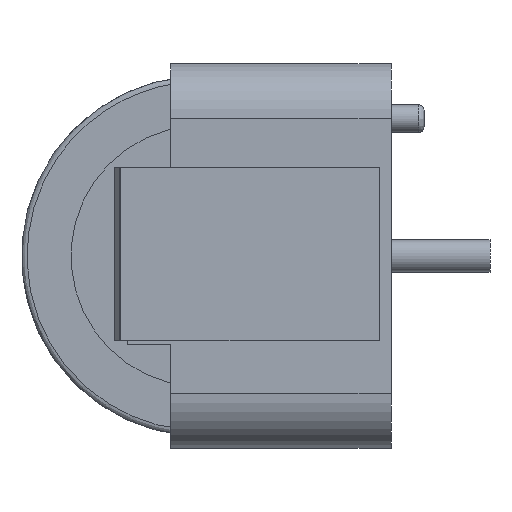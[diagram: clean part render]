
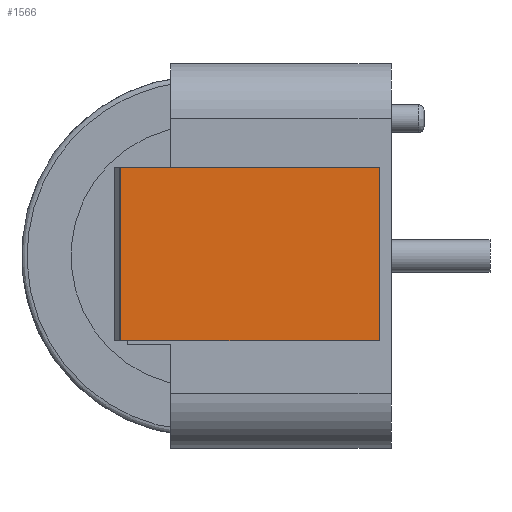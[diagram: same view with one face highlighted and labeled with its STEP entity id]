
A CAD part, left-side view. The second image highlights one B-rep face of the part: STEP entity #1566.
In plain terms, the highlighted face is planar.
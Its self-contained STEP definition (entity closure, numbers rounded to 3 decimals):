
#41 = DIRECTION ( 'NONE',  ( 0., -1., 0. ) ) ;
#74 = VECTOR ( 'NONE', #588, 1000. ) ;
#186 = LINE ( 'NONE', #955, #74 ) ;
#376 = VERTEX_POINT ( 'NONE', #3224 ) ;
#588 = DIRECTION ( 'NONE',  ( -1., 0., 0. ) ) ;
#665 = CARTESIAN_POINT ( 'NONE',  ( 8., 0., -0.3 ) ) ;
#955 = CARTESIAN_POINT ( 'NONE',  ( 8., 11.966, -0.3 ) ) ;
#1049 = LINE ( 'NONE', #665, #1799 ) ;
#1128 = DIRECTION ( 'NONE',  ( 0., 0., 1. ) ) ;
#1135 = VECTOR ( 'NONE', #41, 1000. ) ;
#1467 = EDGE_CURVE ( 'NONE', #3346, #2669, #1049, .T. ) ;
#1548 = ORIENTED_EDGE ( 'NONE', *, *, #2279, .F. ) ;
#1566 = ADVANCED_FACE ( 'NONE', ( #4048 ), #3988, .F. ) ;
#1654 = ORIENTED_EDGE ( 'NONE', *, *, #1467, .F. ) ;
#1799 = VECTOR ( 'NONE', #3915, 1000. ) ;
#1904 = CARTESIAN_POINT ( 'NONE',  ( 0., 0., -0.3 ) ) ;
#1946 = CARTESIAN_POINT ( 'NONE',  ( 8., 11.966, -0.3 ) ) ;
#2279 = EDGE_CURVE ( 'NONE', #376, #3346, #3305, .T. ) ;
#2333 = EDGE_LOOP ( 'NONE', ( #4479, #2861, #1654, #1548 ) ) ;
#2669 = VERTEX_POINT ( 'NONE', #4298 ) ;
#2861 = ORIENTED_EDGE ( 'NONE', *, *, #4267, .T. ) ;
#3094 = DIRECTION ( 'NONE',  ( 0., -1., 0. ) ) ;
#3183 = VECTOR ( 'NONE', #3094, 1000. ) ;
#3224 = CARTESIAN_POINT ( 'NONE',  ( 0., 11.966, -0.3 ) ) ;
#3270 = CARTESIAN_POINT ( 'NONE',  ( 8., 0., -0.3 ) ) ;
#3305 = LINE ( 'NONE', #4177, #3183 ) ;
#3346 = VERTEX_POINT ( 'NONE', #1904 ) ;
#3619 = EDGE_CURVE ( 'NONE', #3930, #376, #186, .T. ) ;
#3644 = DIRECTION ( 'NONE',  ( 0., -1., 0. ) ) ;
#3915 = DIRECTION ( 'NONE',  ( 1., 0., 0. ) ) ;
#3930 = VERTEX_POINT ( 'NONE', #1946 ) ;
#3988 = PLANE ( 'NONE',  #4482 ) ;
#4004 = LINE ( 'NONE', #4382, #1135 ) ;
#4048 = FACE_OUTER_BOUND ( 'NONE', #2333, .T. ) ;
#4177 = CARTESIAN_POINT ( 'NONE',  ( 0., 2.508, -0.3 ) ) ;
#4267 = EDGE_CURVE ( 'NONE', #3930, #2669, #4004, .T. ) ;
#4298 = CARTESIAN_POINT ( 'NONE',  ( 8., 0., -0.3 ) ) ;
#4382 = CARTESIAN_POINT ( 'NONE',  ( 8., 2.508, -0.3 ) ) ;
#4479 = ORIENTED_EDGE ( 'NONE', *, *, #3619, .F. ) ;
#4482 = AXIS2_PLACEMENT_3D ( 'NONE', #3270, #1128, #3644 ) ;
